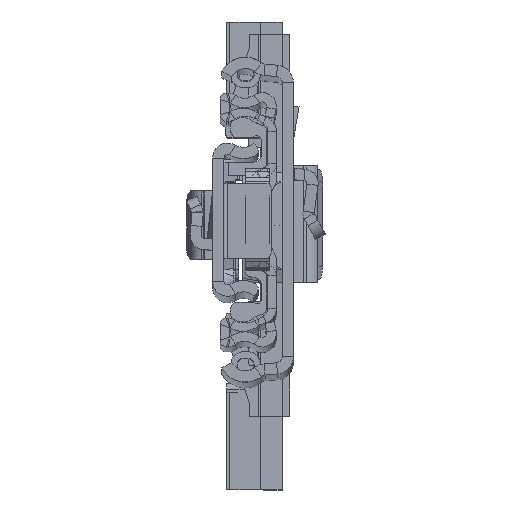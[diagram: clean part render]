
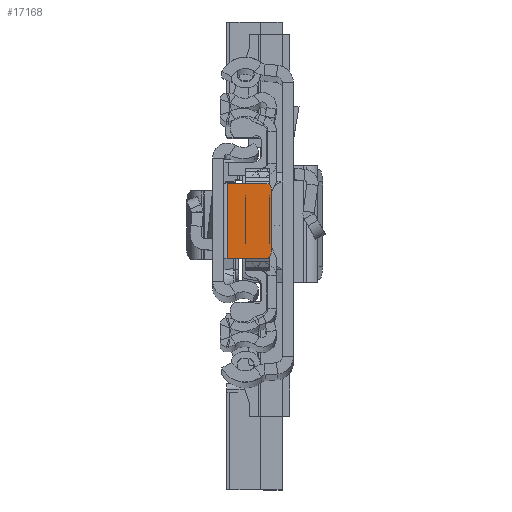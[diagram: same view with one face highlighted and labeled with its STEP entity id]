
A CAD part, top view. The second image highlights one B-rep face of the part: STEP entity #17168.
In plain terms, the highlighted planar face has unit normal (0, 0, 1).
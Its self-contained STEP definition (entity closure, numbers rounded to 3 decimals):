
#141 = EDGE_LOOP ( 'NONE', ( #5745, #15542, #30274, #29625, #18757, #30473 ) ) ;
#391 = DIRECTION ( 'NONE',  ( 0., 0., 1. ) ) ;
#568 = EDGE_CURVE ( 'NONE', #38950, #23475, #8017, .T. ) ;
#2076 = VECTOR ( 'NONE', #9058, 1000. ) ;
#2221 = DIRECTION ( 'NONE',  ( 1., 0., 0. ) ) ;
#5745 = ORIENTED_EDGE ( 'NONE', *, *, #10634, .F. ) ;
#5980 = DIRECTION ( 'NONE',  ( 1., 0., 0. ) ) ;
#6706 = CARTESIAN_POINT ( 'NONE',  ( -8.4, 6.151, -6.8 ) ) ;
#8017 = CIRCLE ( 'NONE', #37726, 1. ) ;
#8156 = CARTESIAN_POINT ( 'NONE',  ( -1.8, 6.151, -6.8 ) ) ;
#8379 = DIRECTION ( 'NONE',  ( 0., 0., 1. ) ) ;
#8407 = CARTESIAN_POINT ( 'NONE',  ( -8.4, -4.849, -6.8 ) ) ;
#8906 = DIRECTION ( 'NONE',  ( 1., 0., 0. ) ) ;
#8951 = PLANE ( 'NONE',  #13406 ) ;
#9058 = DIRECTION ( 'NONE',  ( 0., -1., 0. ) ) ;
#9830 = CARTESIAN_POINT ( 'NONE',  ( -9.4, -5.849, -6.8 ) ) ;
#10559 = LINE ( 'NONE', #8156, #26561 ) ;
#10568 = CIRCLE ( 'NONE', #34585, 1. ) ;
#10634 = EDGE_CURVE ( 'NONE', #38824, #23475, #14264, .T. ) ;
#12992 = CARTESIAN_POINT ( 'NONE',  ( -8.4, -5.849, -6.8 ) ) ;
#13136 = CARTESIAN_POINT ( 'NONE',  ( -2.3, 6.151, -6.8 ) ) ;
#13406 = AXIS2_PLACEMENT_3D ( 'NONE', #23802, #8379, #5980 ) ;
#14264 = LINE ( 'NONE', #38206, #15748 ) ;
#15290 = FACE_OUTER_BOUND ( 'NONE', #141, .T. ) ;
#15447 = CARTESIAN_POINT ( 'NONE',  ( -8.4, 5.151, -6.8 ) ) ;
#15542 = ORIENTED_EDGE ( 'NONE', *, *, #24219, .T. ) ;
#15748 = VECTOR ( 'NONE', #26321, 1000. ) ;
#15783 = VERTEX_POINT ( 'NONE', #34340 ) ;
#15998 = LINE ( 'NONE', #18376, #2076 ) ;
#17168 = ADVANCED_FACE ( 'NONE', ( #15290 ), #8951, .T. ) ;
#18050 = EDGE_CURVE ( 'NONE', #23098, #15783, #15998, .T. ) ;
#18376 = CARTESIAN_POINT ( 'NONE',  ( -2.3, 6.151, -6.8 ) ) ;
#18561 = LINE ( 'NONE', #9830, #31329 ) ;
#18757 = ORIENTED_EDGE ( 'NONE', *, *, #27345, .F. ) ;
#20504 = DIRECTION ( 'NONE',  ( 0., 0., 1. ) ) ;
#21318 = DIRECTION ( 'NONE',  ( -1., 0., 0. ) ) ;
#23098 = VERTEX_POINT ( 'NONE', #13136 ) ;
#23475 = VERTEX_POINT ( 'NONE', #25348 ) ;
#23802 = CARTESIAN_POINT ( 'NONE',  ( 0., 0., -6.8 ) ) ;
#24153 = VERTEX_POINT ( 'NONE', #12992 ) ;
#24219 = EDGE_CURVE ( 'NONE', #38824, #24153, #10568, .T. ) ;
#25348 = CARTESIAN_POINT ( 'NONE',  ( -9.4, 5.151, -6.8 ) ) ;
#26321 = DIRECTION ( 'NONE',  ( 0., 1., 0. ) ) ;
#26561 = VECTOR ( 'NONE', #2221, 1000. ) ;
#27345 = EDGE_CURVE ( 'NONE', #38950, #23098, #10559, .T. ) ;
#29476 = CARTESIAN_POINT ( 'NONE',  ( -9.4, -4.849, -6.8 ) ) ;
#29625 = ORIENTED_EDGE ( 'NONE', *, *, #18050, .F. ) ;
#30274 = ORIENTED_EDGE ( 'NONE', *, *, #37358, .F. ) ;
#30473 = ORIENTED_EDGE ( 'NONE', *, *, #568, .T. ) ;
#31329 = VECTOR ( 'NONE', #21318, 1000. ) ;
#32353 = DIRECTION ( 'NONE',  ( 1., 0., 0. ) ) ;
#34340 = CARTESIAN_POINT ( 'NONE',  ( -2.3, -5.849, -6.8 ) ) ;
#34585 = AXIS2_PLACEMENT_3D ( 'NONE', #8407, #20504, #32353 ) ;
#37358 = EDGE_CURVE ( 'NONE', #15783, #24153, #18561, .T. ) ;
#37726 = AXIS2_PLACEMENT_3D ( 'NONE', #15447, #391, #8906 ) ;
#38206 = CARTESIAN_POINT ( 'NONE',  ( -9.4, 6.151, -6.8 ) ) ;
#38824 = VERTEX_POINT ( 'NONE', #29476 ) ;
#38950 = VERTEX_POINT ( 'NONE', #6706 ) ;
